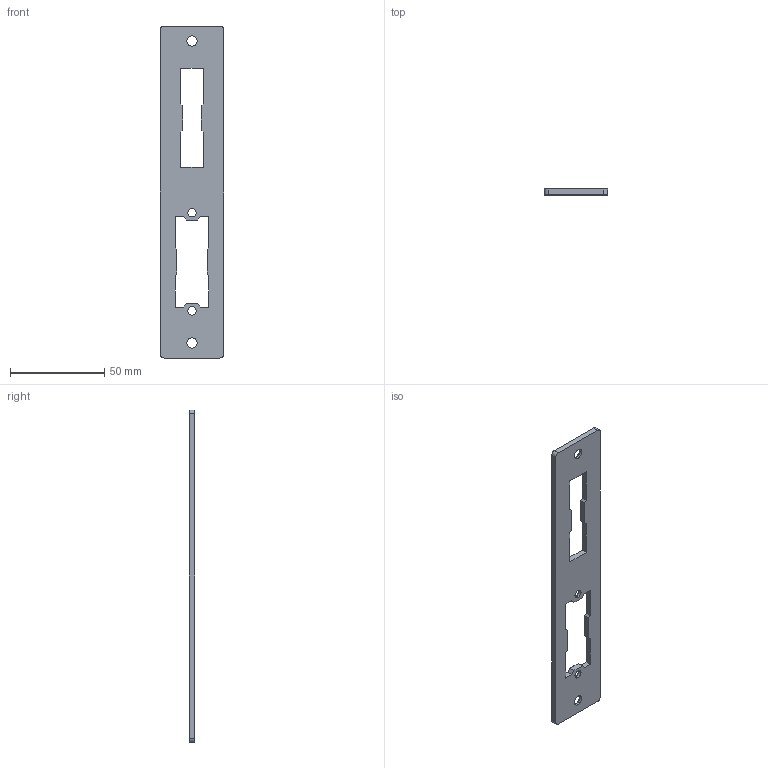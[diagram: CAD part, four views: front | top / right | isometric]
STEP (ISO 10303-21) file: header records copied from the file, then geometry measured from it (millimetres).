
FILE_DESCRIPTION (( 'STEP AP203' ), '1' );
FILE_NAME ('41526.STEP', '2024-05-23T14:36:14', ( '' ), ( '' ), 'SwSTEP 2.0', 'SolidWorks 2020', '' );
FILE_SCHEMA (( 'CONFIG_CONTROL_DESIGN' ));
Length unit declared in the file: millimetre
Products named in the file (1): 41526
Bounding box: 33.5 x 3 x 176 mm (x, y, z)
Volume: 13108.2 mm3; surface area: 11000.2 mm2
Topology: 1 solids, 1 shells, 58 faces, 160 edges, 104 vertices
Faces by surface type: plane 38, cylinder 12, cone 8
Entity records: 1933 total; most frequent: CARTESIAN_POINT 323, ORIENTED_EDGE 320, DIRECTION 310, EDGE_CURVE 160, VECTOR 128, LINE 128, VERTEX_POINT 104, AXIS2_PLACEMENT_3D 91
